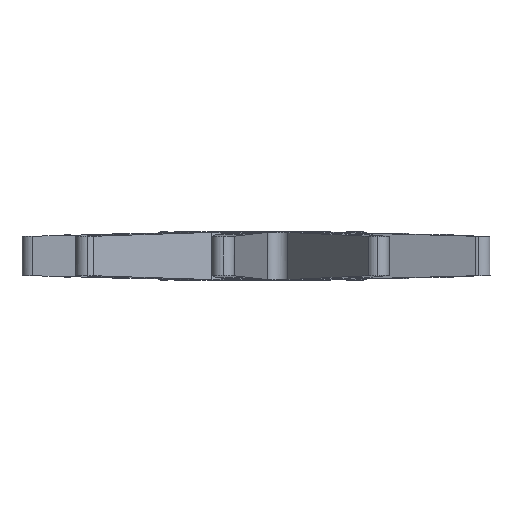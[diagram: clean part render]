
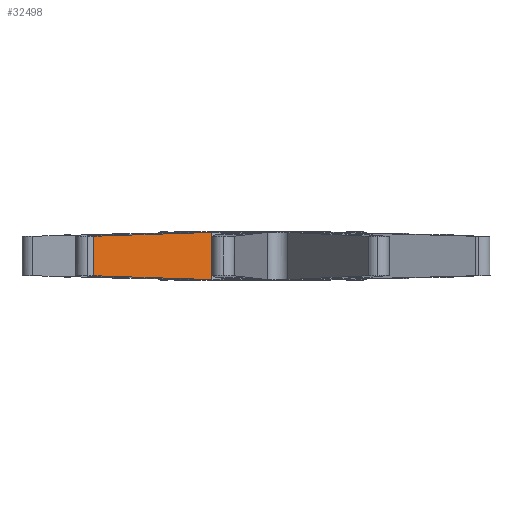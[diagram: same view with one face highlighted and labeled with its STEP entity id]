
A CAD part, left-side view. The second image highlights one B-rep face of the part: STEP entity #32498.
In plain terms, the highlighted planar face has unit normal (-0.799, -0.601, 0).
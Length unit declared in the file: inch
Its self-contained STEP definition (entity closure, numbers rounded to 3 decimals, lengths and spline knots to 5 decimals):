
#285 = AXIS2_PLACEMENT_3D ( 'NONE', #13775, #20929, #5605 ) ;
#867 = LINE ( 'NONE', #9184, #23372 ) ;
#3019 = EDGE_CURVE ( 'NONE', #14488, #7613, #26033, .T. ) ;
#3504 = ORIENTED_EDGE ( 'NONE', *, *, #33063, .T. ) ;
#3908 = VERTEX_POINT ( 'NONE', #31412 ) ;
#4071 = VERTEX_POINT ( 'NONE', #21238 ) ;
#4991 = CARTESIAN_POINT ( 'NONE',  ( -1.62543, 1.75363, 0.20491 ) ) ;
#5047 = CARTESIAN_POINT ( 'NONE',  ( -1.4099, 1.46713, -0.21424 ) ) ;
#5605 = DIRECTION ( 'NONE',  ( -0.601, 0.799, 0. ) ) ;
#5784 = DIRECTION ( 'NONE',  ( 0., 0., 1. ) ) ;
#5856 = CARTESIAN_POINT ( 'NONE',  ( -0.70817, 0.53436, -0.24429 ) ) ;
#6003 = CARTESIAN_POINT ( 'NONE',  ( -1.20802, 1.19879, -0.22297 ) ) ;
#6054 = CARTESIAN_POINT ( 'NONE',  ( -1.10709, 1.06461, 0.22731 ) ) ;
#6058 = VERTEX_POINT ( 'NONE', #5047 ) ;
#6432 = CARTESIAN_POINT ( 'NONE',  ( -0.80206, 0.65916, 0.24034 ) ) ;
#6998 = ORIENTED_EDGE ( 'NONE', *, *, #30638, .T. ) ;
#7283 = CARTESIAN_POINT ( 'NONE',  ( -1.48174, 1.56263, 0.21114 ) ) ;
#7613 = VERTEX_POINT ( 'NONE', #12678 ) ;
#7734 = EDGE_CURVE ( 'NONE', #7613, #3908, #30011, .T. ) ;
#8204 = EDGE_CURVE ( 'NONE', #27190, #4071, #33091, .T. ) ;
#9184 = CARTESIAN_POINT ( 'NONE',  ( -0.70817, 0.53436, 0.25 ) ) ;
#9716 = CARTESIAN_POINT ( 'NONE',  ( -1.62543, 1.75363, 0.25 ) ) ;
#10164 = ORIENTED_EDGE ( 'NONE', *, *, #26670, .T. ) ;
#10251 = VECTOR ( 'NONE', #27311, 39.37008 ) ;
#10440 = B_SPLINE_CURVE_WITH_KNOTS ( 'NONE', 3,
 ( #22567, #27739, #30465, #12023 ),
 .UNSPECIFIED., .F., .F.,
 ( 4, 4 ),
 ( 0., 0.00911 ),
 .UNSPECIFIED. ) ;
#10625 = CARTESIAN_POINT ( 'NONE',  ( -0.77076, 0.61756, -0.24167 ) ) ;
#10688 = CARTESIAN_POINT ( 'NONE',  ( -0.80206, 0.65916, -0.24034 ) ) ;
#10873 = FACE_OUTER_BOUND ( 'NONE', #20951, .T. ) ;
#10944 = CARTESIAN_POINT ( 'NONE',  ( -0.73947, 0.57596, -0.24298 ) ) ;
#11758 = EDGE_CURVE ( 'NONE', #3908, #27190, #15515, .T. ) ;
#12023 = CARTESIAN_POINT ( 'NONE',  ( -1.4099, 1.46713, -0.21424 ) ) ;
#12678 = CARTESIAN_POINT ( 'NONE',  ( -1.10709, 1.06461, 0.22731 ) ) ;
#12718 = CARTESIAN_POINT ( 'NONE',  ( -0.70817, 0.53436, -0.24429 ) ) ;
#13064 = B_SPLINE_CURVE_WITH_KNOTS ( 'NONE', 3,
 ( #19204, #27248, #32361, #29816 ),
 .UNSPECIFIED., .F., .F.,
 ( 4, 4 ),
 ( 0.02191, 0.0348 ),
 .UNSPECIFIED. ) ;
#13175 = CARTESIAN_POINT ( 'NONE',  ( -0.80206, 0.65916, -0.24034 ) ) ;
#13655 = CARTESIAN_POINT ( 'NONE',  ( -1.4099, 1.46713, -0.21424 ) ) ;
#13775 = CARTESIAN_POINT ( 'NONE',  ( -0.19552, -0.14709, 0.25 ) ) ;
#14488 = VERTEX_POINT ( 'NONE', #6432 ) ;
#14593 = B_SPLINE_CURVE_WITH_KNOTS ( 'NONE', 3,
 ( #13175, #10625, #10944, #5856 ),
 .UNSPECIFIED., .F., .F.,
 ( 4, 4 ),
 ( 0.0348, 0.03877 ),
 .UNSPECIFIED. ) ;
#14670 = EDGE_CURVE ( 'NONE', #4071, #6058, #10440, .T. ) ;
#15459 = CARTESIAN_POINT ( 'NONE',  ( -0.70817, 0.53436, 0.24429 ) ) ;
#15515 = B_SPLINE_CURVE_WITH_KNOTS ( 'NONE', 3,
 ( #27776, #7283, #17168, #25354 ),
 .UNSPECIFIED., .F., .F.,
 ( 4, 4 ),
 ( 0.05132, 0.06043 ),
 .UNSPECIFIED. ) ;
#15655 = ORIENTED_EDGE ( 'NONE', *, *, #23687, .T. ) ;
#15753 = ORIENTED_EDGE ( 'NONE', *, *, #11758, .T. ) ;
#16380 = VERTEX_POINT ( 'NONE', #10688 ) ;
#17168 = CARTESIAN_POINT ( 'NONE',  ( -1.55359, 1.65813, 0.20803 ) ) ;
#17355 = CARTESIAN_POINT ( 'NONE',  ( -0.77076, 0.61756, 0.24167 ) ) ;
#17505 = CARTESIAN_POINT ( 'NONE',  ( -0.80206, 0.65916, 0.24034 ) ) ;
#17557 = ORIENTED_EDGE ( 'NONE', *, *, #8204, .T. ) ;
#18170 = CARTESIAN_POINT ( 'NONE',  ( -1.00541, 0.92946, 0.23168 ) ) ;
#18491 = VERTEX_POINT ( 'NONE', #12718 ) ;
#19204 = CARTESIAN_POINT ( 'NONE',  ( -1.10709, 1.06461, -0.22731 ) ) ;
#19823 = B_SPLINE_CURVE_WITH_KNOTS ( 'NONE', 3,
 ( #13655, #29362, #6003, #28685 ),
 .UNSPECIFIED., .F., .F.,
 ( 4, 4 ),
 ( 0.00911, 0.02191 ),
 .UNSPECIFIED. ) ;
#19912 = CARTESIAN_POINT ( 'NONE',  ( -0.70817, 0.53436, 0.24429 ) ) ;
#20929 = DIRECTION ( 'NONE',  ( 0.799, 0.601, 0. ) ) ;
#20951 = EDGE_LOOP ( 'NONE', ( #28553, #24696, #6998, #3504, #15655, #10164, #24166, #21130, #15753, #17557 ) ) ;
#21130 = ORIENTED_EDGE ( 'NONE', *, *, #7734, .T. ) ;
#21238 = CARTESIAN_POINT ( 'NONE',  ( -1.62543, 1.75363, -0.20491 ) ) ;
#21705 = CARTESIAN_POINT ( 'NONE',  ( -1.20802, 1.19879, 0.22297 ) ) ;
#22567 = CARTESIAN_POINT ( 'NONE',  ( -1.62543, 1.75363, -0.20491 ) ) ;
#23137 = CARTESIAN_POINT ( 'NONE',  ( -0.90374, 0.79431, 0.23604 ) ) ;
#23372 = VECTOR ( 'NONE', #5784, 39.37008 ) ;
#23481 = CARTESIAN_POINT ( 'NONE',  ( -1.10709, 1.06461, 0.22731 ) ) ;
#23687 = EDGE_CURVE ( 'NONE', #18491, #25851, #867, .T. ) ;
#23973 = CARTESIAN_POINT ( 'NONE',  ( -1.10709, 1.06461, -0.22731 ) ) ;
#24166 = ORIENTED_EDGE ( 'NONE', *, *, #3019, .T. ) ;
#24441 = CARTESIAN_POINT ( 'NONE',  ( -1.4099, 1.46713, 0.21424 ) ) ;
#24696 = ORIENTED_EDGE ( 'NONE', *, *, #26486, .T. ) ;
#25354 = CARTESIAN_POINT ( 'NONE',  ( -1.62543, 1.75363, 0.20491 ) ) ;
#25851 = VERTEX_POINT ( 'NONE', #15459 ) ;
#26033 = B_SPLINE_CURVE_WITH_KNOTS ( 'NONE', 3,
 ( #17505, #23137, #18170, #23481 ),
 .UNSPECIFIED., .F., .F.,
 ( 4, 4 ),
 ( 0.02563, 0.03852 ),
 .UNSPECIFIED. ) ;
#26241 = PLANE ( 'NONE',  #285 ) ;
#26486 = EDGE_CURVE ( 'NONE', #6058, #27792, #19823, .T. ) ;
#26670 = EDGE_CURVE ( 'NONE', #25851, #14488, #31283, .T. ) ;
#27190 = VERTEX_POINT ( 'NONE', #4991 ) ;
#27248 = CARTESIAN_POINT ( 'NONE',  ( -1.00541, 0.92946, -0.23168 ) ) ;
#27311 = DIRECTION ( 'NONE',  ( 0., 0., -1. ) ) ;
#27739 = CARTESIAN_POINT ( 'NONE',  ( -1.55359, 1.65813, -0.20803 ) ) ;
#27776 = CARTESIAN_POINT ( 'NONE',  ( -1.4099, 1.46713, 0.21424 ) ) ;
#27792 = VERTEX_POINT ( 'NONE', #23973 ) ;
#27797 = CARTESIAN_POINT ( 'NONE',  ( -0.80206, 0.65916, 0.24034 ) ) ;
#28553 = ORIENTED_EDGE ( 'NONE', *, *, #14670, .T. ) ;
#28685 = CARTESIAN_POINT ( 'NONE',  ( -1.10709, 1.06461, -0.22731 ) ) ;
#29362 = CARTESIAN_POINT ( 'NONE',  ( -1.30896, 1.33296, -0.21861 ) ) ;
#29816 = CARTESIAN_POINT ( 'NONE',  ( -0.80206, 0.65916, -0.24034 ) ) ;
#30011 = B_SPLINE_CURVE_WITH_KNOTS ( 'NONE', 3,
 ( #6054, #21705, #32140, #24441 ),
 .UNSPECIFIED., .F., .F.,
 ( 4, 4 ),
 ( 0.03852, 0.05132 ),
 .UNSPECIFIED. ) ;
#30352 = CARTESIAN_POINT ( 'NONE',  ( -0.73947, 0.57596, 0.24298 ) ) ;
#30465 = CARTESIAN_POINT ( 'NONE',  ( -1.48174, 1.56263, -0.21114 ) ) ;
#30638 = EDGE_CURVE ( 'NONE', #27792, #16380, #13064, .T. ) ;
#31283 = B_SPLINE_CURVE_WITH_KNOTS ( 'NONE', 3,
 ( #19912, #30352, #17355, #27797 ),
 .UNSPECIFIED., .F., .F.,
 ( 4, 4 ),
 ( 0.02167, 0.02563 ),
 .UNSPECIFIED. ) ;
#31412 = CARTESIAN_POINT ( 'NONE',  ( -1.4099, 1.46713, 0.21424 ) ) ;
#32140 = CARTESIAN_POINT ( 'NONE',  ( -1.30896, 1.33296, 0.21861 ) ) ;
#32361 = CARTESIAN_POINT ( 'NONE',  ( -0.90374, 0.79431, -0.23604 ) ) ;
#32498 = ADVANCED_FACE ( 'NONE', ( #10873 ), #26241, .F. ) ;
#33063 = EDGE_CURVE ( 'NONE', #16380, #18491, #14593, .T. ) ;
#33091 = LINE ( 'NONE', #9716, #10251 ) ;
